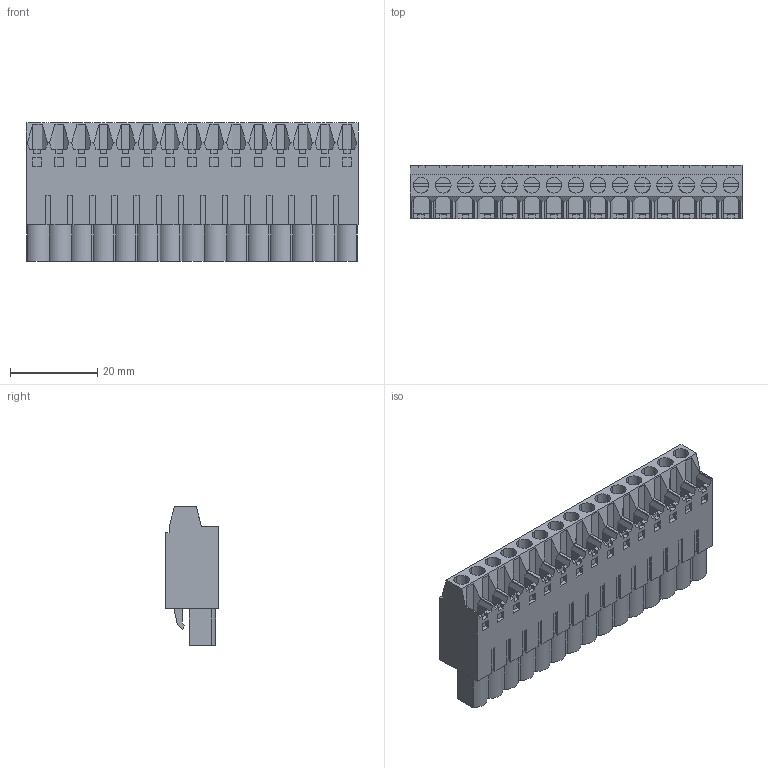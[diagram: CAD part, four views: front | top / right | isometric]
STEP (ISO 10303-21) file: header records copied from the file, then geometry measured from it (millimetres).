
FILE_DESCRIPTION(('CATIA V5 STEP Exchange','CAx-IF Rec.Pracs.--- Model Styling and Organization---1.2---2011-12-15'),'2;1');
FILE_NAME ('D1452496_0_1500860000_1500860000.stp','2017-06-21T12:59:03+00:00',('none'),('Weidmueller'),'CATIA Version 5-6 Release 2014','CATIA V5 STEP AP214','none');
FILE_SCHEMA(('AUTOMOTIVE_DESIGN { 1 0 10303 214 1 1 1 1 }'));
Length unit declared in the file: millimetre
Products named in the file (1): 1500860000
Bounding box: 76.2 x 12.2 x 31.8 mm (x, y, z)
Volume: 19417.2 mm3; surface area: 11811.9 mm2
Topology: 16 solids, 16 shells, 1117 faces, 3127 edges, 2105 vertices
Faces by surface type: plane 1012, cylinder 105
Entity records: 32590 total; most frequent: ORIENTED_EDGE 6254, CARTESIAN_POINT 5835, DIRECTION 4292, EDGE_CURVE 3127, VECTOR 2844, LINE 2844, VERTEX_POINT 2105, EDGE_LOOP 1180
